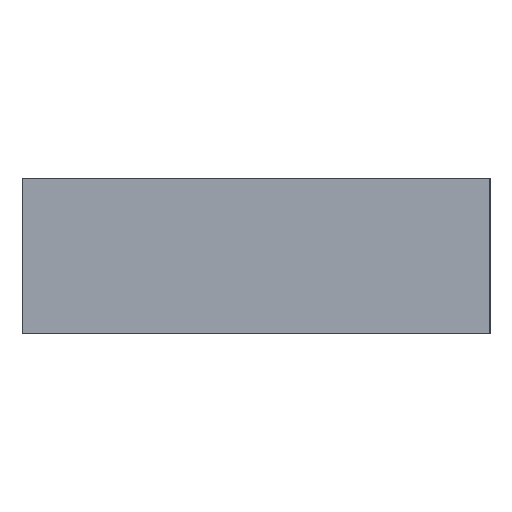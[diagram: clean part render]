
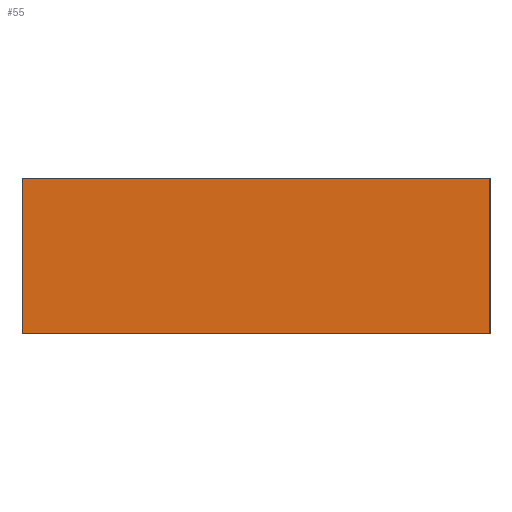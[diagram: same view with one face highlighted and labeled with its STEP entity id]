
A CAD part, left-side view. The second image highlights one B-rep face of the part: STEP entity #55.
In plain terms, the highlighted planar face has unit normal (-1, 0, 0).
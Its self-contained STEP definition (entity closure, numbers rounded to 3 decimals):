
#55=ADVANCED_FACE('',(#660),#661,.T.);
#660=FACE_OUTER_BOUND('',#1917,.T.);
#661=PLANE('',#1918);
#1917=EDGE_LOOP('',(#3287,#3288,#3289,#3290));
#1918=AXIS2_PLACEMENT_3D('',#3291,#3292,#3293);
#3287=ORIENTED_EDGE('',*,*,#7742,.T.);
#3288=ORIENTED_EDGE('',*,*,#7743,.F.);
#3289=ORIENTED_EDGE('',*,*,#7744,.F.);
#3290=ORIENTED_EDGE('',*,*,#7597,.T.);
#3291=CARTESIAN_POINT('',(-22.847,-7.62,-2.527));
#3292=DIRECTION('',(-1.0,0.0,0.0));
#3293=DIRECTION('',(0.0,0.0,1.0));
#7597=EDGE_CURVE('',#8978,#8982,#8984,.T.);
#7742=EDGE_CURVE('',#8982,#9273,#9274,.T.);
#7743=EDGE_CURVE('',#9275,#9273,#9276,.T.);
#7744=EDGE_CURVE('',#8978,#9275,#9277,.T.);
#8978=VERTEX_POINT('',#11230);
#8982=VERTEX_POINT('',#11236);
#8984=LINE('',#11239,#11240);
#9273=VERTEX_POINT('',#11673);
#9274=LINE('',#11674,#11675);
#9275=VERTEX_POINT('',#11676);
#9276=LINE('',#11677,#11678);
#9277=LINE('',#11679,#11680);
#11230=CARTESIAN_POINT('',(-22.847,-7.62,-2.527));
#11236=CARTESIAN_POINT('',(-22.847,-7.62,2.527));
#11239=CARTESIAN_POINT('',(-22.847,-7.62,-2.527));
#11240=VECTOR('',#14864,5.055);
#11673=CARTESIAN_POINT('',(-22.847,7.62,2.527));
#11674=CARTESIAN_POINT('',(-22.847,-7.62,2.527));
#11675=VECTOR('',#15009,15.24);
#11676=CARTESIAN_POINT('',(-22.847,7.62,-2.527));
#11677=CARTESIAN_POINT('',(-22.847,7.62,-2.527));
#11678=VECTOR('',#15010,5.055);
#11679=CARTESIAN_POINT('',(-22.847,-7.62,-2.527));
#11680=VECTOR('',#15011,15.24);
#14864=DIRECTION('',(0.0,0.0,1.0));
#15009=DIRECTION('',(0.0,1.0,0.0));
#15010=DIRECTION('',(0.0,0.0,1.0));
#15011=DIRECTION('',(0.0,1.0,0.0));
